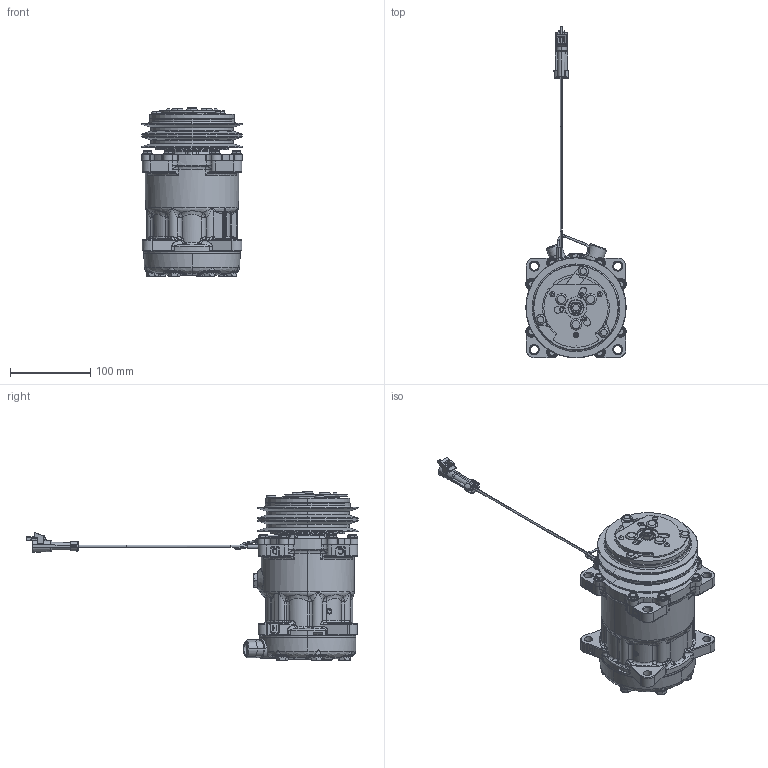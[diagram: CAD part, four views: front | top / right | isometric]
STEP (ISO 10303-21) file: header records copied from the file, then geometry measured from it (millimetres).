
FILE_DESCRIPTION (( 'STEP AP203' ), '1' );
FILE_NAME ('SANDEN_4627_REV_J_COMPR_AC.STEP', '2011-01-14T16:21:37', ( '' ), ( '' ), 'SwSTEP 2.0', 'SolidWorks 2010', '' );
FILE_SCHEMA (( 'CONFIG_CONTROL_DESIGN' ));
Length unit declared in the file: millimetre
Products named in the file (1): SANDEN_4627_REV_J_COMPR_AC
Bounding box: 125 x 413.4 x 211.44 mm (x, y, z)
Volume: 2054874.1 mm3; surface area: 252069.7 mm2
Topology: 3 solids, 16 shells, 2491 faces, 6482 edges, 4043 vertices
Faces by surface type: cylinder 822, plane 688, bspline 449, cone 273, torus 239, sphere 20
Entity records: 162670 total; most frequent: CARTESIAN_POINT 106731, ORIENTED_EDGE 12866, DIRECTION 9973, EDGE_CURVE 6433, VERTEX_POINT 4039, AXIS2_PLACEMENT_3D 3938, EDGE_LOOP 2686, FACE_OUTER_BOUND 2489
